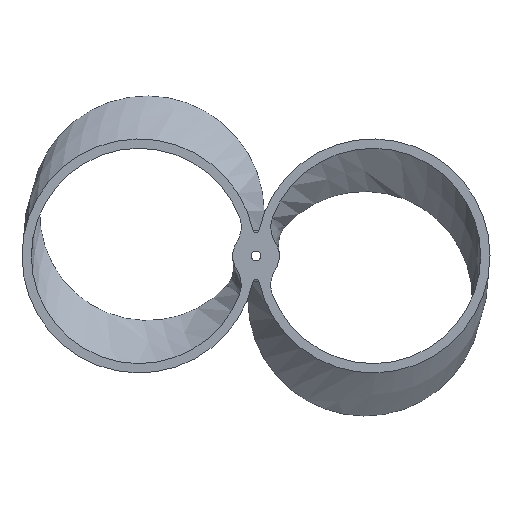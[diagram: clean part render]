
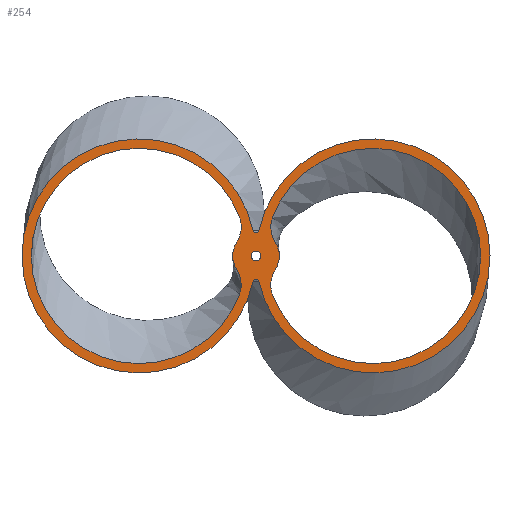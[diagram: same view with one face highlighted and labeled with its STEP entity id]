
A CAD part, top view. The second image highlights one B-rep face of the part: STEP entity #254.
In plain terms, the highlighted planar face has unit normal (0, 0, 1).
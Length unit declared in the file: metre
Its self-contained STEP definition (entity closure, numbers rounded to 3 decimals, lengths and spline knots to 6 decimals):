
#16=PLANE('',#287);
#17=CIRCLE('',#277,0.0125);
#19=CIRCLE('',#279,0.0115);
#26=CIRCLE('',#288,0.0125);
#27=CIRCLE('',#289,0.0025);
#28=CIRCLE('',#290,0.0115);
#29=CIRCLE('',#291,0.0025);
#30=CIRCLE('',#292,0.0005);
#60=ORIENTED_EDGE('',*,*,#108,.F.);
#61=ORIENTED_EDGE('',*,*,#115,.F.);
#62=ORIENTED_EDGE('',*,*,#114,.F.);
#63=ORIENTED_EDGE('',*,*,#130,.F.);
#64=ORIENTED_EDGE('',*,*,#117,.F.);
#65=ORIENTED_EDGE('',*,*,#131,.T.);
#66=ORIENTED_EDGE('',*,*,#132,.T.);
#67=ORIENTED_EDGE('',*,*,#133,.T.);
#68=ORIENTED_EDGE('',*,*,#134,.F.);
#69=ORIENTED_EDGE('',*,*,#135,.T.);
#70=ORIENTED_EDGE('',*,*,#136,.T.);
#71=ORIENTED_EDGE('',*,*,#137,.T.);
#72=ORIENTED_EDGE('',*,*,#138,.F.);
#108=EDGE_CURVE('',#145,#147,#172,.F.);
#114=EDGE_CURVE('',#152,#150,#178,.F.);
#115=EDGE_CURVE('',#150,#145,#17,.F.);
#117=EDGE_CURVE('',#153,#154,#19,.T.);
#130=EDGE_CURVE('',#147,#152,#26,.F.);
#131=EDGE_CURVE('',#153,#164,#185,.T.);
#132=EDGE_CURVE('',#164,#165,#27,.T.);
#133=EDGE_CURVE('',#165,#154,#186,.T.);
#134=EDGE_CURVE('',#166,#167,#28,.T.);
#135=EDGE_CURVE('',#166,#168,#187,.T.);
#136=EDGE_CURVE('',#168,#169,#29,.T.);
#137=EDGE_CURVE('',#169,#167,#188,.T.);
#138=EDGE_CURVE('',#170,#170,#30,.T.);
#145=VERTEX_POINT('',#405);
#147=VERTEX_POINT('',#412);
#150=VERTEX_POINT('',#492);
#152=VERTEX_POINT('',#503);
#153=VERTEX_POINT('',#554);
#154=VERTEX_POINT('',#555);
#164=VERTEX_POINT('',#604);
#165=VERTEX_POINT('',#606);
#166=VERTEX_POINT('',#613);
#167=VERTEX_POINT('',#614);
#168=VERTEX_POINT('',#619);
#169=VERTEX_POINT('',#621);
#170=VERTEX_POINT('',#628);
#172=B_SPLINE_CURVE_WITH_KNOTS('',3,(#407,#408,#409,#410,#411),
 .UNSPECIFIED.,.F.,.F.,(4,1,4),(0.,0.000408,0.000816),
 .UNSPECIFIED.);
#178=B_SPLINE_CURVE_WITH_KNOTS('',3,(#504,#505,#506,#507,#508),
 .UNSPECIFIED.,.F.,.F.,(4,1,4),(0.,0.000408,0.000816),
 .UNSPECIFIED.);
#185=B_SPLINE_CURVE_WITH_KNOTS('',3,(#600,#601,#602,#603),.UNSPECIFIED.,
 .F.,.F.,(4,4),(0.,0.002875),.UNSPECIFIED.);
#186=B_SPLINE_CURVE_WITH_KNOTS('',3,(#607,#608,#609,#610,#611),
 .UNSPECIFIED.,.F.,.F.,(4,1,4),(0.,0.001433,0.002867),
 .UNSPECIFIED.);
#187=B_SPLINE_CURVE_WITH_KNOTS('',3,(#615,#616,#617,#618),.UNSPECIFIED.,
 .F.,.F.,(4,4),(0.,0.002874),.UNSPECIFIED.);
#188=B_SPLINE_CURVE_WITH_KNOTS('',3,(#622,#623,#624,#625,#626),
 .UNSPECIFIED.,.F.,.F.,(4,1,4),(0.,0.001433,0.002865),
 .UNSPECIFIED.);
#203=EDGE_LOOP('',(#60,#61,#62,#63));
#204=EDGE_LOOP('',(#64,#65,#66,#67));
#205=EDGE_LOOP('',(#68,#69,#70,#71));
#206=EDGE_LOOP('',(#72));
#225=FACE_BOUND('',#203,.T.);
#226=FACE_BOUND('',#204,.T.);
#227=FACE_BOUND('',#205,.T.);
#228=FACE_BOUND('',#206,.T.);
#254=ADVANCED_FACE('',(#225,#226,#227,#228),#16,.T.);
#277=AXIS2_PLACEMENT_3D('',#530,#298,#299);
#279=AXIS2_PLACEMENT_3D('',#553,#302,#303);
#287=AXIS2_PLACEMENT_3D('',#598,#318,#319);
#288=AXIS2_PLACEMENT_3D('',#599,#320,#321);
#289=AXIS2_PLACEMENT_3D('',#605,#322,#323);
#290=AXIS2_PLACEMENT_3D('',#612,#324,#325);
#291=AXIS2_PLACEMENT_3D('',#620,#326,#327);
#292=AXIS2_PLACEMENT_3D('',#627,#328,#329);
#298=DIRECTION('',(0.,0.,1.));
#299=DIRECTION('',(-1.,0.,0.));
#302=DIRECTION('',(0.,0.,1.));
#303=DIRECTION('',(-1.,0.,0.));
#318=DIRECTION('',(0.,0.,1.));
#319=DIRECTION('',(-1.,0.,0.));
#320=DIRECTION('',(0.,0.,1.));
#321=DIRECTION('',(1.,0.,0.));
#322=DIRECTION('',(0.,0.,1.));
#323=DIRECTION('',(1.,0.,0.));
#324=DIRECTION('',(0.,0.,1.));
#325=DIRECTION('',(1.,0.,0.));
#326=DIRECTION('',(0.,0.,1.));
#327=DIRECTION('',(1.,0.,0.));
#328=DIRECTION('',(0.,0.,1.));
#329=DIRECTION('',(1.,0.,0.));
#405=CARTESIAN_POINT('',(-0.000302,0.00273,0.003));
#407=CARTESIAN_POINT('',(0.000302,0.00273,0.003));
#408=CARTESIAN_POINT('',(0.000272,0.002596,0.003));
#409=CARTESIAN_POINT('',(0.,0.002404,0.003));
#410=CARTESIAN_POINT('',(-0.000272,0.002596,0.003));
#411=CARTESIAN_POINT('',(-0.000302,0.00273,0.003));
#412=CARTESIAN_POINT('',(0.000302,0.00273,0.003));
#492=CARTESIAN_POINT('',(-0.000302,-0.00273,0.003));
#503=CARTESIAN_POINT('',(0.000302,-0.00273,0.003));
#504=CARTESIAN_POINT('',(-0.000302,-0.00273,0.003));
#505=CARTESIAN_POINT('',(-0.000272,-0.002596,0.003));
#506=CARTESIAN_POINT('',(0.,-0.002404,0.003));
#507=CARTESIAN_POINT('',(0.000272,-0.002596,0.003));
#508=CARTESIAN_POINT('',(0.000302,-0.00273,0.003));
#530=CARTESIAN_POINT('',(-0.0125,0.,0.003));
#553=CARTESIAN_POINT('',(-0.0125,0.,0.003));
#554=CARTESIAN_POINT('',(-0.001748,0.004081,0.003));
#555=CARTESIAN_POINT('',(-0.001748,-0.004081,0.003));
#598=CARTESIAN_POINT('',(0.,0.,0.003));
#599=CARTESIAN_POINT('',(0.0125,0.,0.003));
#600=CARTESIAN_POINT('',(-0.001748,0.004081,0.003));
#601=CARTESIAN_POINT('',(-0.001403,0.00317,0.003));
#602=CARTESIAN_POINT('',(-0.001619,0.002138,0.003));
#603=CARTESIAN_POINT('',(-0.002128,0.001312,0.003));
#604=CARTESIAN_POINT('',(-0.002128,0.001312,0.003));
#605=CARTESIAN_POINT('',(0.,0.,0.003));
#606=CARTESIAN_POINT('',(-0.002126,-0.001316,0.003));
#607=CARTESIAN_POINT('',(-0.002126,-0.001316,0.003));
#608=CARTESIAN_POINT('',(-0.001871,-0.001728,0.003));
#609=CARTESIAN_POINT('',(-0.001519,-0.002635,0.003));
#610=CARTESIAN_POINT('',(-0.001576,-0.003626,0.003));
#611=CARTESIAN_POINT('',(-0.001748,-0.004081,0.003));
#612=CARTESIAN_POINT('',(0.0125,0.,0.003));
#613=CARTESIAN_POINT('',(0.001748,-0.004081,0.003));
#614=CARTESIAN_POINT('',(0.001748,0.004081,0.003));
#615=CARTESIAN_POINT('',(0.001748,-0.004081,0.003));
#616=CARTESIAN_POINT('',(0.001403,-0.00317,0.003));
#617=CARTESIAN_POINT('',(0.001619,-0.002138,0.003));
#618=CARTESIAN_POINT('',(0.002128,-0.001312,0.003));
#619=CARTESIAN_POINT('',(0.002128,-0.001312,0.003));
#620=CARTESIAN_POINT('',(0.,0.,0.003));
#621=CARTESIAN_POINT('',(0.002126,0.001316,0.003));
#622=CARTESIAN_POINT('',(0.002126,0.001316,0.003));
#623=CARTESIAN_POINT('',(0.001871,0.001728,0.003));
#624=CARTESIAN_POINT('',(0.00152,0.002634,0.003));
#625=CARTESIAN_POINT('',(0.001576,0.003626,0.003));
#626=CARTESIAN_POINT('',(0.001748,0.004081,0.003));
#627=CARTESIAN_POINT('',(0.,0.,0.003));
#628=CARTESIAN_POINT('',(0.0005,0.,0.003));
